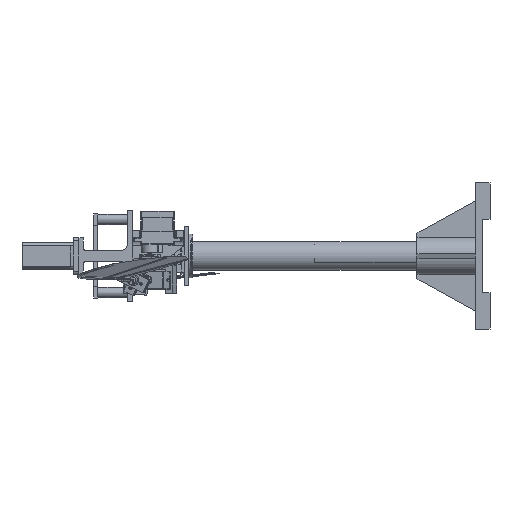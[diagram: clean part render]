
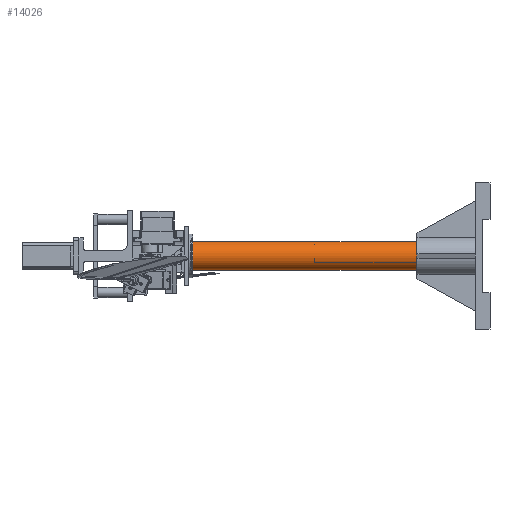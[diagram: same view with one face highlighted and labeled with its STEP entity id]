
A CAD part, left-side view. The second image highlights one B-rep face of the part: STEP entity #14026.
In plain terms, the highlighted cylindrical face has radius 9.85 mm (diameter 19.7 mm), a full revolution.
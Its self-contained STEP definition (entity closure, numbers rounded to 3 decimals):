
#2528 = EDGE_LOOP ( 'NONE', ( #12811 ) ) ;
#3556 = AXIS2_PLACEMENT_3D ( 'NONE', #25550, #25258, #5950 ) ;
#4143 = FACE_OUTER_BOUND ( 'NONE', #22517, .T. ) ;
#4441 = DIRECTION ( 'NONE',  ( 0., -1., 0. ) ) ;
#4475 = CARTESIAN_POINT ( 'NONE',  ( 0., -200., -9.85 ) ) ;
#5950 = DIRECTION ( 'NONE',  ( 0., 0., -1. ) ) ;
#6587 = VERTEX_POINT ( 'NONE', #4475 ) ;
#6664 = CARTESIAN_POINT ( 'NONE',  ( 0., -1.5, -9.85 ) ) ;
#7367 = EDGE_CURVE ( 'NONE', #6587, #6587, #26847, .T. ) ;
#12498 = ORIENTED_EDGE ( 'NONE', *, *, #7367, .F. ) ;
#12811 = ORIENTED_EDGE ( 'NONE', *, *, #14999, .F. ) ;
#14026 = ADVANCED_FACE ( 'NONE', ( #4143, #19663 ), #25175, .T. ) ;
#14769 = AXIS2_PLACEMENT_3D ( 'NONE', #27275, #4441, #25832 ) ;
#14999 = EDGE_CURVE ( 'NONE', #27764, #27764, #15282, .T. ) ;
#15282 = CIRCLE ( 'NONE', #3556, 9.85 ) ;
#16940 = DIRECTION ( 'NONE',  ( 0., -1., 0. ) ) ;
#19233 = AXIS2_PLACEMENT_3D ( 'NONE', #23119, #16940, #25517 ) ;
#19663 = FACE_OUTER_BOUND ( 'NONE', #2528, .T. ) ;
#22517 = EDGE_LOOP ( 'NONE', ( #12498 ) ) ;
#23119 = CARTESIAN_POINT ( 'NONE',  ( 0., -200., 0. ) ) ;
#25175 = CYLINDRICAL_SURFACE ( 'NONE', #14769, 9.85 ) ;
#25258 = DIRECTION ( 'NONE',  ( 0., 1., 0. ) ) ;
#25517 = DIRECTION ( 'NONE',  ( 0., 0., -1. ) ) ;
#25550 = CARTESIAN_POINT ( 'NONE',  ( 0., -1.5, 0. ) ) ;
#25832 = DIRECTION ( 'NONE',  ( 0., 0., -1. ) ) ;
#26847 = CIRCLE ( 'NONE', #19233, 9.85 ) ;
#27275 = CARTESIAN_POINT ( 'NONE',  ( 0., 48.492, 0. ) ) ;
#27764 = VERTEX_POINT ( 'NONE', #6664 ) ;
